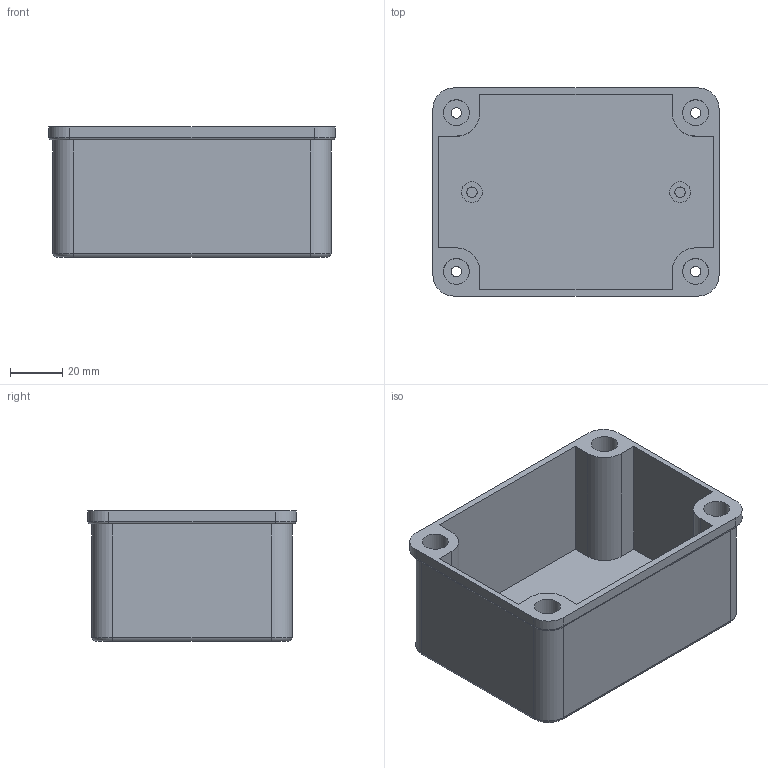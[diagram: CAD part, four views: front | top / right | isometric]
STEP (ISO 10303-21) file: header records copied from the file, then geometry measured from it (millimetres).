
FILE_DESCRIPTION(/* description */ (''),/* implementation_level */ '2;1');
FILE_NAME(/* name */ 'BotBoxCO.step',/* time_stamp */ '2024-04-25T12:56:40+07:00',/* author */ (''),/* organization */ (''),/* preprocessor_version */ 'ST-DEVELOPER v20',/* originating_system */ 'Autodesk Translation Framework v12.20.1.177',/* authorisation */ '');
FILE_SCHEMA (('AUTOMOTIVE_DESIGN { 1 0 10303 214 3 1 1 }'));
Length unit declared in the file: millimetre
Products named in the file (1): Bot
Bounding box: 110 x 80 x 50 mm (x, y, z)
Volume: 57597.9 mm3; surface area: 58017.7 mm2
Topology: 1 solids, 1 shells, 72 faces, 164 edges, 104 vertices
Faces by surface type: cylinder 32, plane 32, torus 8
Full cylindrical faces by diameter (mm): 4 x6, 8 x2, 10 x4
Entity records: 2088 total; most frequent: DIRECTION 382, CARTESIAN_POINT 341, ORIENTED_EDGE 328, EDGE_CURVE 164, AXIS2_PLACEMENT_3D 145, VERTEX_POINT 104, LINE 92, VECTOR 92
